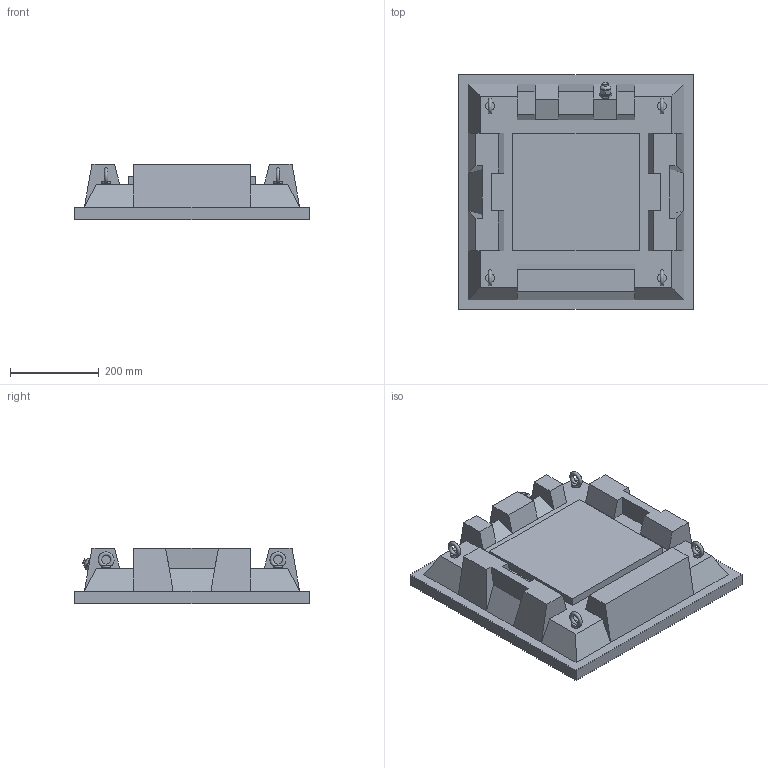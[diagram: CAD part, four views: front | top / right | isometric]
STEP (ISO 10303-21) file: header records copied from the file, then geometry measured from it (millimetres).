
FILE_DESCRIPTION(/* description */ (''),/* implementation_level */ '2;1');
FILE_NAME(/* name */ '915-XXX-AX-B6-VHT.stp',/* time_stamp */ '2020-08-12T15:48:11+02:00',/* author */ (''),/* organization */ (''),/* preprocessor_version */ 'ST-DEVELOPER v16.7',/* originating_system */ 'SIEMENS PLM Software NX 1888',/* authorisation */ '');
FILE_SCHEMA (('AUTOMOTIVE_DESIGN { 1 0 10303 214 3 1 1 1 }'));
Length unit declared in the file: millimetre
Products named in the file (1): glue26808470xsvy
Bounding box: 530 x 530 x 125 mm (x, y, z)
Volume: 22319196.6 mm3; surface area: 1338835.5 mm2
Topology: 7 solids, 7 shells, 131 faces, 325 edges, 209 vertices
Faces by surface type: plane 119, cylinder 7, torus 4, bspline 1
Full cylindrical faces by diameter (mm): 12 x1, 20 x5, 24 x1
Entity records: 3976 total; most frequent: CARTESIAN_POINT 921, ORIENTED_EDGE 606, DIRECTION 572, EDGE_CURVE 303, LINE 264, VECTOR 264, VERTEX_POINT 203, AXIS2_PLACEMENT_3D 154
